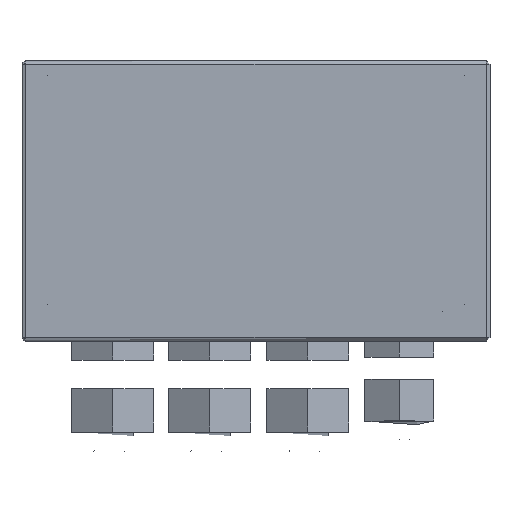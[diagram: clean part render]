
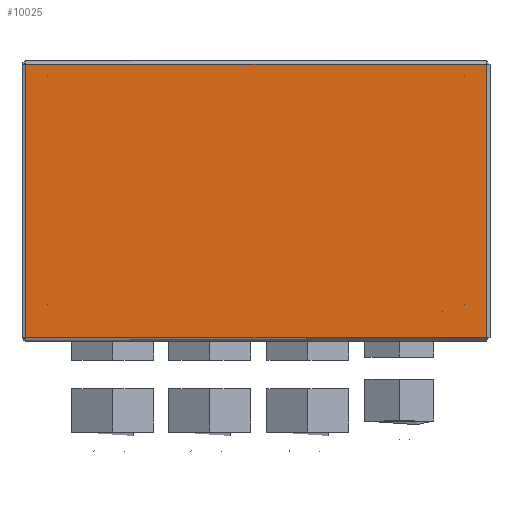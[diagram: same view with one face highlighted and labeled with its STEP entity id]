
A CAD part, top view. The second image highlights one B-rep face of the part: STEP entity #10025.
In plain terms, the highlighted planar face has unit normal (0, 0, 1).
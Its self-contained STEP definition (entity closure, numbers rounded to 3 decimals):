
#2073=FACE_BOUND('',#12998,.T.);
#2074=FACE_BOUND('',#12999,.T.);
#2075=FACE_BOUND('',#13000,.T.);
#2076=FACE_BOUND('',#13001,.T.);
#2077=FACE_BOUND('',#13002,.T.);
#10025=ADVANCED_FACE('',(#11473,#2073,#2074,#2075,#2076,#2077),#35419,.T.);
#11473=FACE_OUTER_BOUND('',#12997,.T.);
#12997=EDGE_LOOP('',(#17040,#17041,#17042,#17043));
#12998=EDGE_LOOP('',(#17044));
#12999=EDGE_LOOP('',(#17045));
#13000=EDGE_LOOP('',(#17046));
#13001=EDGE_LOOP('',(#17047));
#13002=EDGE_LOOP('',(#17048));
#17040=ORIENTED_EDGE('',*,*,#22567,.F.);
#17041=ORIENTED_EDGE('',*,*,#22573,.F.);
#17042=ORIENTED_EDGE('',*,*,#22576,.F.);
#17043=ORIENTED_EDGE('',*,*,#22580,.F.);
#17044=ORIENTED_EDGE('',*,*,#22581,.T.);
#17045=ORIENTED_EDGE('',*,*,#22588,.T.);
#17046=ORIENTED_EDGE('',*,*,#22589,.T.);
#17047=ORIENTED_EDGE('',*,*,#22590,.T.);
#17048=ORIENTED_EDGE('',*,*,#22591,.T.);
#22567=EDGE_CURVE('',#31930,#31931,#26030,.T.);
#22573=EDGE_CURVE('',#31934,#31930,#26036,.T.);
#22576=EDGE_CURVE('',#31936,#31934,#26039,.T.);
#22580=EDGE_CURVE('',#31931,#31936,#26043,.T.);
#22581=EDGE_CURVE('',#31937,#31937,#26044,.T.);
#22588=EDGE_CURVE('',#31944,#31944,#28088,.T.);
#22589=EDGE_CURVE('',#31945,#31945,#28089,.T.);
#22590=EDGE_CURVE('',#31946,#31946,#28090,.T.);
#22591=EDGE_CURVE('',#31943,#31943,#28091,.T.);
#26030=(
BOUNDED_CURVE()
B_SPLINE_CURVE(3,(#57294,#57295,#57296,#57297),.UNSPECIFIED.,.F.,.F.)
B_SPLINE_CURVE_WITH_KNOTS((4,4),(0.,124.8),.UNSPECIFIED.)
CURVE()
GEOMETRIC_REPRESENTATION_ITEM()
RATIONAL_B_SPLINE_CURVE((1.,1.,1.,1.))
REPRESENTATION_ITEM('')
);
#26036=(
BOUNDED_CURVE()
B_SPLINE_CURVE(3,(#57313,#57314,#57315,#57316),.UNSPECIFIED.,.F.,.F.)
B_SPLINE_CURVE_WITH_KNOTS((4,4),(0.,74.),.UNSPECIFIED.)
CURVE()
GEOMETRIC_REPRESENTATION_ITEM()
RATIONAL_B_SPLINE_CURVE((1.,1.,1.,1.))
REPRESENTATION_ITEM('')
);
#26039=(
BOUNDED_CURVE()
B_SPLINE_CURVE(3,(#57323,#57324,#57325,#57326),.UNSPECIFIED.,.F.,.F.)
B_SPLINE_CURVE_WITH_KNOTS((4,4),(0.,124.8),.UNSPECIFIED.)
CURVE()
GEOMETRIC_REPRESENTATION_ITEM()
RATIONAL_B_SPLINE_CURVE((1.,1.,1.,1.))
REPRESENTATION_ITEM('')
);
#26043=(
BOUNDED_CURVE()
B_SPLINE_CURVE(3,(#57336,#57337,#57338,#57339),.UNSPECIFIED.,.F.,.F.)
B_SPLINE_CURVE_WITH_KNOTS((4,4),(0.,74.),.UNSPECIFIED.)
CURVE()
GEOMETRIC_REPRESENTATION_ITEM()
RATIONAL_B_SPLINE_CURVE((1.,1.,1.,1.))
REPRESENTATION_ITEM('')
);
#26044=(
BOUNDED_CURVE()
B_SPLINE_CURVE(2,(#57340,#57341,#57342,#57343,#57344,#57345,#57346,#57347,
#57348,#57349,#57350,#57351,#57352,#57353,#57354,#57355,#57356),
 .UNSPECIFIED.,.T.,.F.)
B_SPLINE_CURVE_WITH_KNOTS((3,2,2,2,2,2,2,2,3),(-323.723,-222.923,
-221.392,-163.392,-161.861,-61.061,
-59.531,-1.531,0.),.UNSPECIFIED.)
CURVE()
GEOMETRIC_REPRESENTATION_ITEM()
RATIONAL_B_SPLINE_CURVE((1.,1.,1.,0.707,1.,1.,1.,0.707,
1.,1.,1.,0.707,1.,1.,1.,0.707,1.))
REPRESENTATION_ITEM('')
);
#28088=B_SPLINE_CURVE_WITH_KNOTS('',3,(#57416,#57417,#57418,#57419,#57420,
#57421,#57422,#57423,#57424,#57425),.UNSPECIFIED.,.T.,.F.,(4,2,2,2,4),(-18.847,
-14.135,-9.425,-4.712,0.),.UNSPECIFIED.);
#28089=B_SPLINE_CURVE_WITH_KNOTS('',3,(#57426,#57427,#57428,#57429,#57430,
#57431,#57432,#57433,#57434,#57435),.UNSPECIFIED.,.T.,.F.,(4,2,2,2,4),(-18.847,
-14.135,-9.425,-4.712,0.),.UNSPECIFIED.);
#28090=B_SPLINE_CURVE_WITH_KNOTS('',3,(#57436,#57437,#57438,#57439,#57440,
#57441,#57442,#57443,#57444,#57445),.UNSPECIFIED.,.T.,.F.,(4,2,2,2,4),(-18.847,
-14.135,-9.425,-4.712,0.),.UNSPECIFIED.);
#28091=B_SPLINE_CURVE_WITH_KNOTS('',3,(#57446,#57447,#57448,#57449,#57450,
#57451,#57452,#57453,#57454,#57455),.UNSPECIFIED.,.T.,.F.,(4,2,2,2,4),(-18.847,
-14.135,-9.425,-4.712,0.),.UNSPECIFIED.);
#31930=VERTEX_POINT('',#56793);
#31931=VERTEX_POINT('',#56794);
#31934=VERTEX_POINT('',#56797);
#31936=VERTEX_POINT('',#56799);
#31937=VERTEX_POINT('',#56800);
#31943=VERTEX_POINT('',#56806);
#31944=VERTEX_POINT('',#56807);
#31945=VERTEX_POINT('',#56808);
#31946=VERTEX_POINT('',#56809);
#35419=PLANE('',#36646);
#36646=AXIS2_PLACEMENT_3D('',#55631,#37851,$);
#37851=DIRECTION('',(0.,0.,1.));
#55631=CARTESIAN_POINT('',(-2.967,-37.26,30.287));
#56793=CARTESIAN_POINT('',(-1.967,37.74,30.287));
#56794=CARTESIAN_POINT('',(122.833,37.74,30.287));
#56797=CARTESIAN_POINT('',(-1.967,-36.26,30.287));
#56799=CARTESIAN_POINT('',(122.833,-36.26,30.287));
#56800=CARTESIAN_POINT('',(110.833,-29.26,30.287));
#56806=CARTESIAN_POINT('',(4.032,-27.249,30.287));
#56807=CARTESIAN_POINT('',(116.832,-27.249,30.287));
#56808=CARTESIAN_POINT('',(116.832,34.751,30.287));
#56809=CARTESIAN_POINT('',(4.032,34.751,30.287));
#57294=CARTESIAN_POINT('',(-1.967,37.74,30.287));
#57295=CARTESIAN_POINT('',(39.633,37.74,30.287));
#57296=CARTESIAN_POINT('',(81.233,37.74,30.287));
#57297=CARTESIAN_POINT('',(122.833,37.74,30.287));
#57313=CARTESIAN_POINT('',(-1.967,-36.26,30.287));
#57314=CARTESIAN_POINT('',(-1.967,-11.593,30.287));
#57315=CARTESIAN_POINT('',(-1.967,13.073,30.287));
#57316=CARTESIAN_POINT('',(-1.967,37.74,30.287));
#57323=CARTESIAN_POINT('',(122.833,-36.26,30.287));
#57324=CARTESIAN_POINT('',(81.233,-36.26,30.287));
#57325=CARTESIAN_POINT('',(39.633,-36.26,30.287));
#57326=CARTESIAN_POINT('',(-1.967,-36.26,30.287));
#57336=CARTESIAN_POINT('',(122.833,37.74,30.287));
#57337=CARTESIAN_POINT('',(122.833,13.073,30.287));
#57338=CARTESIAN_POINT('',(122.833,-11.593,30.287));
#57339=CARTESIAN_POINT('',(122.833,-36.26,30.287));
#57340=CARTESIAN_POINT('',(110.833,-29.26,30.287));
#57341=CARTESIAN_POINT('',(60.433,-29.26,30.287));
#57342=CARTESIAN_POINT('',(10.033,-29.26,30.287));
#57343=CARTESIAN_POINT('',(9.033,-29.26,30.287));
#57344=CARTESIAN_POINT('',(9.033,-28.26,30.287));
#57345=CARTESIAN_POINT('',(9.033,0.74,30.287));
#57346=CARTESIAN_POINT('',(9.033,29.74,30.287));
#57347=CARTESIAN_POINT('',(9.033,30.74,30.287));
#57348=CARTESIAN_POINT('',(10.033,30.74,30.287));
#57349=CARTESIAN_POINT('',(60.433,30.74,30.287));
#57350=CARTESIAN_POINT('',(110.833,30.74,30.287));
#57351=CARTESIAN_POINT('',(111.833,30.74,30.287));
#57352=CARTESIAN_POINT('',(111.833,29.74,30.287));
#57353=CARTESIAN_POINT('',(111.833,0.74,30.287));
#57354=CARTESIAN_POINT('',(111.833,-28.26,30.287));
#57355=CARTESIAN_POINT('',(111.833,-29.26,30.287));
#57356=CARTESIAN_POINT('',(110.833,-29.26,30.287));
#57416=CARTESIAN_POINT('',(116.832,-27.249,30.287));
#57417=CARTESIAN_POINT('',(118.489,-27.249,30.287));
#57418=CARTESIAN_POINT('',(119.832,-28.593,30.287));
#57419=CARTESIAN_POINT('',(119.832,-31.906,30.287));
#57420=CARTESIAN_POINT('',(118.49,-33.249,30.287));
#57421=CARTESIAN_POINT('',(115.176,-33.25,30.287));
#57422=CARTESIAN_POINT('',(113.832,-31.907,30.287));
#57423=CARTESIAN_POINT('',(113.832,-28.593,30.287));
#57424=CARTESIAN_POINT('',(115.175,-27.249,30.287));
#57425=CARTESIAN_POINT('',(116.832,-27.249,30.287));
#57426=CARTESIAN_POINT('',(116.832,34.751,30.287));
#57427=CARTESIAN_POINT('',(118.489,34.751,30.287));
#57428=CARTESIAN_POINT('',(119.832,33.407,30.287));
#57429=CARTESIAN_POINT('',(119.832,30.094,30.287));
#57430=CARTESIAN_POINT('',(118.49,28.751,30.287));
#57431=CARTESIAN_POINT('',(115.176,28.75,30.287));
#57432=CARTESIAN_POINT('',(113.832,30.093,30.287));
#57433=CARTESIAN_POINT('',(113.832,33.407,30.287));
#57434=CARTESIAN_POINT('',(115.175,34.751,30.287));
#57435=CARTESIAN_POINT('',(116.832,34.751,30.287));
#57436=CARTESIAN_POINT('',(4.032,34.751,30.287));
#57437=CARTESIAN_POINT('',(5.689,34.751,30.287));
#57438=CARTESIAN_POINT('',(7.032,33.407,30.287));
#57439=CARTESIAN_POINT('',(7.032,30.094,30.287));
#57440=CARTESIAN_POINT('',(5.69,28.751,30.287));
#57441=CARTESIAN_POINT('',(2.376,28.75,30.287));
#57442=CARTESIAN_POINT('',(1.032,30.093,30.287));
#57443=CARTESIAN_POINT('',(1.032,33.407,30.287));
#57444=CARTESIAN_POINT('',(2.375,34.751,30.287));
#57445=CARTESIAN_POINT('',(4.032,34.751,30.287));
#57446=CARTESIAN_POINT('',(4.032,-27.249,30.287));
#57447=CARTESIAN_POINT('',(5.689,-27.249,30.287));
#57448=CARTESIAN_POINT('',(7.032,-28.593,30.287));
#57449=CARTESIAN_POINT('',(7.032,-31.906,30.287));
#57450=CARTESIAN_POINT('',(5.69,-33.249,30.287));
#57451=CARTESIAN_POINT('',(2.376,-33.25,30.287));
#57452=CARTESIAN_POINT('',(1.032,-31.907,30.287));
#57453=CARTESIAN_POINT('',(1.032,-28.593,30.287));
#57454=CARTESIAN_POINT('',(2.375,-27.249,30.287));
#57455=CARTESIAN_POINT('',(4.032,-27.249,30.287));
